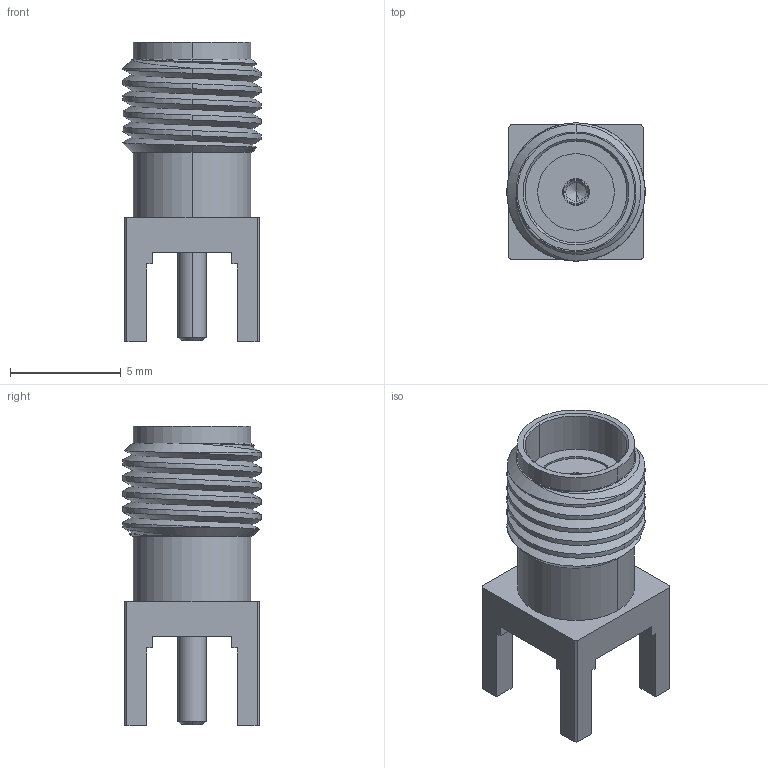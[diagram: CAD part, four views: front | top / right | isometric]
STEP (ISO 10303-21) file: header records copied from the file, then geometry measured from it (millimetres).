
FILE_DESCRIPTION(('FreeCAD Model'),'2;1');
FILE_NAME('_33910071_cp.step','2018-07-30T17:34:56',( 'kicad StepUp'),('ksu MCAD'),'Open CASCADE STEP processor 7.2', 'FreeCAD','Unknown');
FILE_SCHEMA(('AUTOMOTIVE_DESIGN { 1 0 10303 214 1 1 1 1 }'));
Length unit declared in the file: millimetre
Products named in the file (1): _33910071_cp
Bounding box: 6.23 x 6.24 x 13.5 mm (x, y, z)
Volume: 240 mm3; surface area: 432.2 mm2
Topology: 1 solids, 1 shells, 101 faces, 266 edges, 173 vertices
Faces by surface type: plane 45, cylinder 35, cone 19, bspline 2
Entity records: 7173 total; most frequent: CARTESIAN_POINT 4009, ORIENTED_EDGE 528, DIRECTION 481, EDGE_CURVE 264, VERTEX_POINT 173, AXIS2_PLACEMENT_3D 170, LINE 141, VECTOR 141
